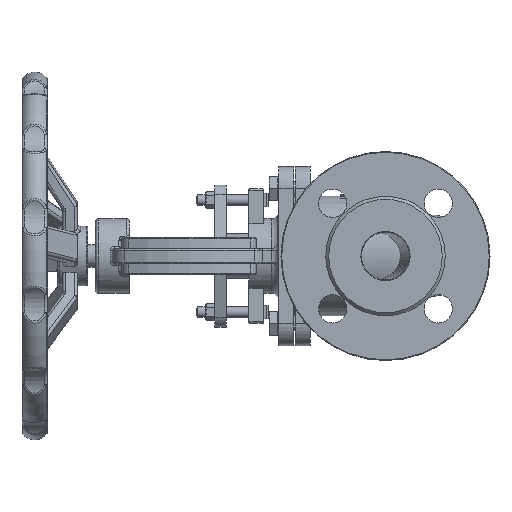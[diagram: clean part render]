
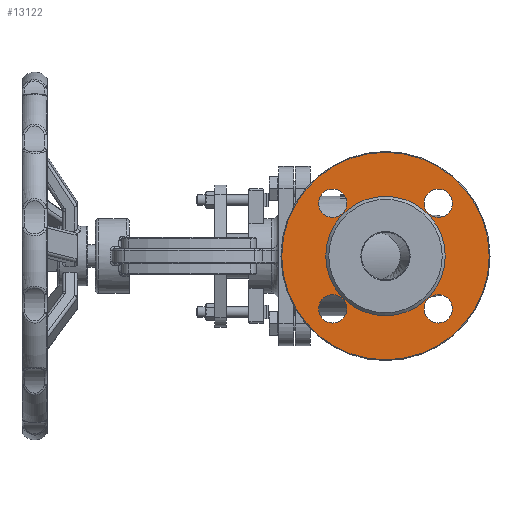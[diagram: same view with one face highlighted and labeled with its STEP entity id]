
A CAD part, left-side view. The second image highlights one B-rep face of the part: STEP entity #13122.
In plain terms, the highlighted planar face has unit normal (-1, 0, 0).
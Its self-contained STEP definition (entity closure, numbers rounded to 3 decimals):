
#303=FACE_BOUND('',#3449,.T.);
#304=FACE_BOUND('',#3450,.T.);
#305=FACE_BOUND('',#3451,.T.);
#306=FACE_BOUND('',#3452,.T.);
#307=FACE_BOUND('',#3453,.T.);
#2155=PLANE('',#14343);
#2585=FACE_OUTER_BOUND('',#3448,.T.);
#3448=EDGE_LOOP('',(#9944));
#3449=EDGE_LOOP('',(#9945));
#3450=EDGE_LOOP('',(#9946));
#3451=EDGE_LOOP('',(#9947));
#3452=EDGE_LOOP('',(#9948));
#3453=EDGE_LOOP('',(#9949));
#4257=CIRCLE('',#14342,69.5);
#4258=CIRCLE('',#14344,40.);
#4259=CIRCLE('',#14345,9.5);
#4260=CIRCLE('',#14346,9.5);
#4261=CIRCLE('',#14347,9.5);
#4262=CIRCLE('',#14348,9.5);
#5671=VERTEX_POINT('',#24911);
#5672=VERTEX_POINT('',#24915);
#5673=VERTEX_POINT('',#24917);
#5674=VERTEX_POINT('',#24919);
#5675=VERTEX_POINT('',#24921);
#5676=VERTEX_POINT('',#24923);
#7129=EDGE_CURVE('',#5671,#5671,#4257,.T.);
#7130=EDGE_CURVE('',#5672,#5672,#4258,.T.);
#7131=EDGE_CURVE('',#5673,#5673,#4259,.T.);
#7132=EDGE_CURVE('',#5674,#5674,#4260,.T.);
#7133=EDGE_CURVE('',#5675,#5675,#4261,.T.);
#7134=EDGE_CURVE('',#5676,#5676,#4262,.T.);
#9944=ORIENTED_EDGE('',*,*,#7129,.F.);
#9945=ORIENTED_EDGE('',*,*,#7130,.F.);
#9946=ORIENTED_EDGE('',*,*,#7131,.F.);
#9947=ORIENTED_EDGE('',*,*,#7132,.F.);
#9948=ORIENTED_EDGE('',*,*,#7133,.F.);
#9949=ORIENTED_EDGE('',*,*,#7134,.F.);
#13122=ADVANCED_FACE('',(#2585,#303,#304,#305,#306,#307),#2155,.F.);
#14342=AXIS2_PLACEMENT_3D('',#24913,#17078,#17079);
#14343=AXIS2_PLACEMENT_3D('',#24914,#17080,#17081);
#14344=AXIS2_PLACEMENT_3D('',#24916,#17082,#17083);
#14345=AXIS2_PLACEMENT_3D('',#24918,#17084,#17085);
#14346=AXIS2_PLACEMENT_3D('',#24920,#17086,#17087);
#14347=AXIS2_PLACEMENT_3D('',#24922,#17088,#17089);
#14348=AXIS2_PLACEMENT_3D('',#24924,#17090,#17091);
#17078=DIRECTION('center_axis',(1.,0.,0.));
#17079=DIRECTION('ref_axis',(0.,0.,1.));
#17080=DIRECTION('center_axis',(1.,0.,0.));
#17081=DIRECTION('ref_axis',(0.,0.,-1.));
#17082=DIRECTION('center_axis',(-1.,0.,0.));
#17083=DIRECTION('ref_axis',(0.,-1.,0.));
#17084=DIRECTION('center_axis',(-1.,0.,0.));
#17085=DIRECTION('ref_axis',(0.,0.,1.));
#17086=DIRECTION('center_axis',(-1.,0.,0.));
#17087=DIRECTION('ref_axis',(0.,0.,1.));
#17088=DIRECTION('center_axis',(-1.,0.,0.));
#17089=DIRECTION('ref_axis',(0.,0.,1.));
#17090=DIRECTION('center_axis',(-1.,0.,0.));
#17091=DIRECTION('ref_axis',(0.,0.,1.));
#24911=CARTESIAN_POINT('',(2.,0.,-69.5));
#24913=CARTESIAN_POINT('Origin',(2.,0.,0.));
#24914=CARTESIAN_POINT('Origin',(2.,0.,0.));
#24915=CARTESIAN_POINT('',(2.,40.,0.));
#24916=CARTESIAN_POINT('Origin',(2.,0.,0.));
#24917=CARTESIAN_POINT('',(2.,35.355,-44.855));
#24918=CARTESIAN_POINT('Origin',(2.,35.355,-35.355));
#24919=CARTESIAN_POINT('',(2.,-35.355,-44.855));
#24920=CARTESIAN_POINT('Origin',(2.,-35.355,-35.355));
#24921=CARTESIAN_POINT('',(2.,-35.355,25.855));
#24922=CARTESIAN_POINT('Origin',(2.,-35.355,35.355));
#24923=CARTESIAN_POINT('',(2.,35.355,25.855));
#24924=CARTESIAN_POINT('Origin',(2.,35.355,35.355));
